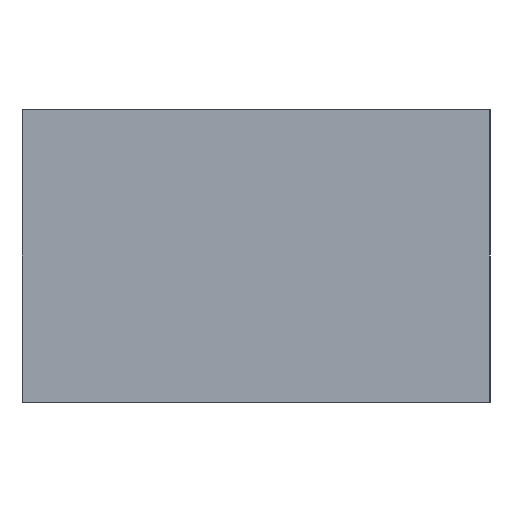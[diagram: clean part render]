
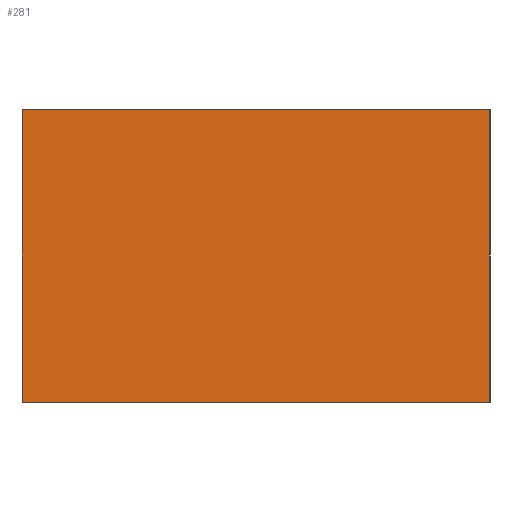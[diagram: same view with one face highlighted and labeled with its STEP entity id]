
A CAD part, left-side view. The second image highlights one B-rep face of the part: STEP entity #281.
In plain terms, the highlighted planar face has unit normal (-1, 0, 0).
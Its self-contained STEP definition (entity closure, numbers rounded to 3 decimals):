
#32=FACE_OUTER_BOUND('',#49,.T.);
#49=EDGE_LOOP('',(#226,#227,#228,#229));
#80=LINE('',#441,#114);
#81=LINE('',#443,#115);
#82=LINE('',#445,#116);
#83=LINE('',#446,#117);
#114=VECTOR('',#366,10.);
#115=VECTOR('',#367,10.);
#116=VECTOR('',#368,10.);
#117=VECTOR('',#369,10.);
#142=VERTEX_POINT('',#439);
#143=VERTEX_POINT('',#440);
#144=VERTEX_POINT('',#442);
#145=VERTEX_POINT('',#444);
#174=EDGE_CURVE('',#142,#143,#80,.T.);
#175=EDGE_CURVE('',#142,#144,#81,.T.);
#176=EDGE_CURVE('',#145,#144,#82,.T.);
#177=EDGE_CURVE('',#143,#145,#83,.T.);
#226=ORIENTED_EDGE('',*,*,#174,.F.);
#227=ORIENTED_EDGE('',*,*,#175,.T.);
#228=ORIENTED_EDGE('',*,*,#176,.F.);
#229=ORIENTED_EDGE('',*,*,#177,.F.);
#266=PLANE('',#312);
#281=ADVANCED_FACE('',(#32),#266,.T.);
#312=AXIS2_PLACEMENT_3D('',#438,#364,#365);
#364=DIRECTION('center_axis',(-1.,0.,0.));
#365=DIRECTION('ref_axis',(0.,-1.,0.));
#366=DIRECTION('',(0.,1.,0.));
#367=DIRECTION('',(0.,0.,1.));
#368=DIRECTION('',(0.,-1.,0.));
#369=DIRECTION('',(0.,0.,1.));
#438=CARTESIAN_POINT('Origin',(-79.088,46.273,0.));
#439=CARTESIAN_POINT('',(-79.088,-33.727,0.));
#440=CARTESIAN_POINT('',(-79.088,46.273,0.));
#441=CARTESIAN_POINT('',(-79.088,-33.727,0.));
#442=CARTESIAN_POINT('',(-79.088,-33.727,50.));
#443=CARTESIAN_POINT('',(-79.088,-33.727,0.));
#444=CARTESIAN_POINT('',(-79.088,46.273,50.));
#445=CARTESIAN_POINT('',(-79.088,-33.727,50.));
#446=CARTESIAN_POINT('',(-79.088,46.273,0.));
